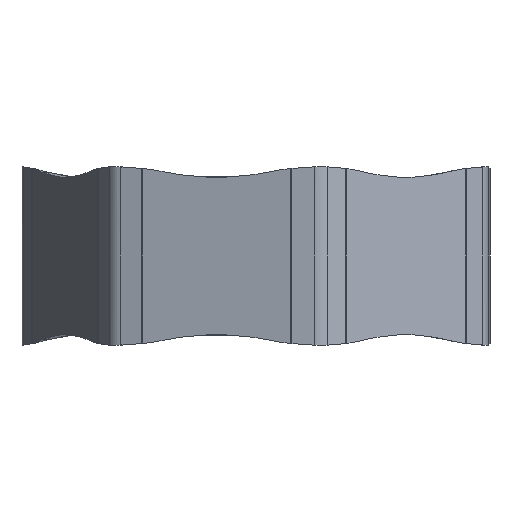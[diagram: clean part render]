
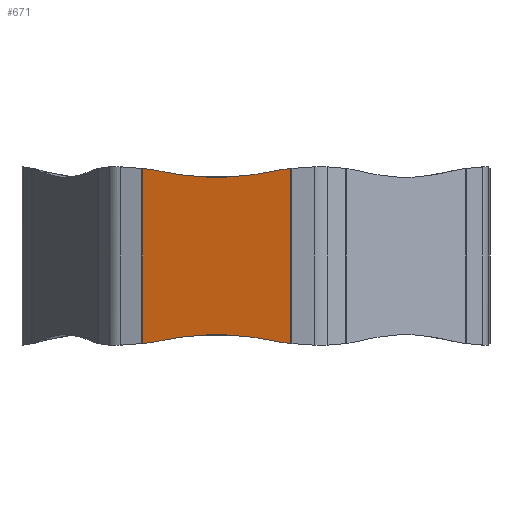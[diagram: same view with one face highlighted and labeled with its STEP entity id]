
A CAD part, left-side view. The second image highlights one B-rep face of the part: STEP entity #671.
In plain terms, the highlighted planar face has unit normal (-0.975, 0.223, 0).
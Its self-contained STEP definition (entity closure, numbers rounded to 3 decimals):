
#671=ADVANCED_FACE('',(#1014),#739,.T.);
#739=PLANE('',#5916);
#1014=FACE_OUTER_BOUND('',#1342,.T.);
#1342=EDGE_LOOP('',(#3670,#3671,#3672,#3673,#3674,#3675,#3676,#3677,#3678,
#3679,#3680,#3681,#3682,#3683,#3684,#3685));
#1720=LINE('',#16002,#2095);
#1721=LINE('',#16010,#2096);
#1722=LINE('',#16012,#2097);
#1723=LINE('',#16014,#2098);
#2095=VECTOR('',#6495,1.);
#2096=VECTOR('',#6496,1.);
#2097=VECTOR('',#6497,1.);
#2098=VECTOR('',#6498,1.);
#3670=ORIENTED_EDGE('',*,*,#5273,.T.);
#3671=ORIENTED_EDGE('',*,*,#5274,.T.);
#3672=ORIENTED_EDGE('',*,*,#5275,.T.);
#3673=ORIENTED_EDGE('',*,*,#5276,.T.);
#3674=ORIENTED_EDGE('',*,*,#5277,.T.);
#3675=ORIENTED_EDGE('',*,*,#5278,.T.);
#3676=ORIENTED_EDGE('',*,*,#5279,.T.);
#3677=ORIENTED_EDGE('',*,*,#5280,.T.);
#3678=ORIENTED_EDGE('',*,*,#5281,.T.);
#3679=ORIENTED_EDGE('',*,*,#5282,.T.);
#3680=ORIENTED_EDGE('',*,*,#5272,.T.);
#3681=ORIENTED_EDGE('',*,*,#5268,.F.);
#3682=ORIENTED_EDGE('',*,*,#5283,.T.);
#3683=ORIENTED_EDGE('',*,*,#5284,.T.);
#3684=ORIENTED_EDGE('',*,*,#5285,.T.);
#3685=ORIENTED_EDGE('',*,*,#5286,.T.);
#4430=VERTEX_POINT('',#15914);
#4431=VERTEX_POINT('',#15945);
#4432=VERTEX_POINT('',#15975);
#4433=VERTEX_POINT('',#16003);
#4434=VERTEX_POINT('',#16004);
#4435=VERTEX_POINT('',#16009);
#4436=VERTEX_POINT('',#16011);
#4437=VERTEX_POINT('',#16013);
#4438=VERTEX_POINT('',#16015);
#4439=VERTEX_POINT('',#16020);
#4440=VERTEX_POINT('',#16026);
#4441=VERTEX_POINT('',#16032);
#4442=VERTEX_POINT('',#16038);
#4443=VERTEX_POINT('',#16054);
#4444=VERTEX_POINT('',#16060);
#4445=VERTEX_POINT('',#16066);
#5268=EDGE_CURVE('',#4430,#4431,#5762,.T.);
#5272=EDGE_CURVE('',#4432,#4431,#5764,.T.);
#5273=EDGE_CURVE('',#4433,#4434,#1720,.T.);
#5274=EDGE_CURVE('',#4434,#4435,#5765,.T.);
#5275=EDGE_CURVE('',#4435,#4436,#1721,.T.);
#5276=EDGE_CURVE('',#4436,#4437,#1722,.T.);
#5277=EDGE_CURVE('',#4437,#4438,#1723,.T.);
#5278=EDGE_CURVE('',#4438,#4439,#5766,.T.);
#5279=EDGE_CURVE('',#4439,#4440,#5767,.T.);
#5280=EDGE_CURVE('',#4440,#4441,#5768,.T.);
#5281=EDGE_CURVE('',#4441,#4442,#5769,.T.);
#5282=EDGE_CURVE('',#4442,#4432,#5770,.T.);
#5283=EDGE_CURVE('',#4430,#4443,#5771,.T.);
#5284=EDGE_CURVE('',#4443,#4444,#5772,.T.);
#5285=EDGE_CURVE('',#4444,#4445,#5773,.T.);
#5286=EDGE_CURVE('',#4445,#4433,#5774,.T.);
#5762=B_SPLINE_CURVE_WITH_KNOTS('',3,(#15941,#15942,#15943,#15944),
 .UNSPECIFIED.,.F.,.F.,(4,4),(0.,1.),.UNSPECIFIED.);
#5764=B_SPLINE_CURVE_WITH_KNOTS('',3,(#15976,#15977,#15978,#15979,#15980,
#15981,#15982,#15983,#15984,#15985),.UNSPECIFIED.,.F.,.F.,(4,3,3,4),(0.,
0.258,0.517,1.),.UNSPECIFIED.);
#5765=B_SPLINE_CURVE_WITH_KNOTS('',3,(#16005,#16006,#16007,#16008),
 .UNSPECIFIED.,.F.,.F.,(4,4),(0.,1.),.UNSPECIFIED.);
#5766=B_SPLINE_CURVE_WITH_KNOTS('',3,(#16016,#16017,#16018,#16019),
 .UNSPECIFIED.,.F.,.F.,(4,4),(0.,1.),.UNSPECIFIED.);
#5767=B_SPLINE_CURVE_WITH_KNOTS('',3,(#16021,#16022,#16023,#16024,#16025),
 .UNSPECIFIED.,.F.,.F.,(4,1,4),(0.,0.499,1.),.UNSPECIFIED.);
#5768=B_SPLINE_CURVE_WITH_KNOTS('',3,(#16027,#16028,#16029,#16030,#16031),
 .UNSPECIFIED.,.F.,.F.,(4,1,4),(0.,0.299,1.),.UNSPECIFIED.);
#5769=B_SPLINE_CURVE_WITH_KNOTS('',3,(#16033,#16034,#16035,#16036,#16037),
 .UNSPECIFIED.,.F.,.F.,(4,1,4),(0.,0.701,1.),.UNSPECIFIED.);
#5770=B_SPLINE_CURVE_WITH_KNOTS('',3,(#16039,#16040,#16041,#16042,#16043),
 .UNSPECIFIED.,.F.,.F.,(4,1,4),(0.,0.501,1.),.UNSPECIFIED.);
#5771=B_SPLINE_CURVE_WITH_KNOTS('',3,(#16044,#16045,#16046,#16047,#16048,
#16049,#16050,#16051,#16052,#16053),.UNSPECIFIED.,.F.,.F.,(4,3,3,4),(0.,
0.258,0.517,1.),.UNSPECIFIED.);
#5772=B_SPLINE_CURVE_WITH_KNOTS('',3,(#16055,#16056,#16057,#16058,#16059),
 .UNSPECIFIED.,.F.,.F.,(4,1,4),(0.,0.499,1.),.UNSPECIFIED.);
#5773=B_SPLINE_CURVE_WITH_KNOTS('',3,(#16061,#16062,#16063,#16064,#16065),
 .UNSPECIFIED.,.F.,.F.,(4,1,4),(0.,0.299,1.),.UNSPECIFIED.);
#5774=B_SPLINE_CURVE_WITH_KNOTS('',3,(#16067,#16068,#16069,#16070,#16071),
 .UNSPECIFIED.,.F.,.F.,(4,1,4),(0.,0.701,1.),.UNSPECIFIED.);
#5916=AXIS2_PLACEMENT_3D('',#16072,#6499,#6500);
#6495=DIRECTION('',(-0.219,-0.96,-0.174));
#6496=DIRECTION('',(-0.222,-0.972,-0.081));
#6497=DIRECTION('',(0.,0.,1.));
#6498=DIRECTION('',(0.222,0.972,-0.081));
#6499=DIRECTION('',(-0.975,0.222,0.));
#6500=DIRECTION('',(0.222,0.975,0.));
#15914=CARTESIAN_POINT('',(-8.996,5.527,-0.639));
#15941=CARTESIAN_POINT('',(-8.996,5.527,-0.639));
#15942=CARTESIAN_POINT('',(-8.996,5.527,1.97));
#15943=CARTESIAN_POINT('',(-8.996,5.527,4.58));
#15944=CARTESIAN_POINT('',(-8.996,5.527,7.189));
#15945=CARTESIAN_POINT('',(-8.996,5.527,7.189));
#15975=CARTESIAN_POINT('',(-9.097,5.085,7.13));
#15976=CARTESIAN_POINT('',(-9.097,5.085,7.13));
#15977=CARTESIAN_POINT('',(-9.088,5.123,7.137));
#15978=CARTESIAN_POINT('',(-9.079,5.161,7.144));
#15979=CARTESIAN_POINT('',(-9.071,5.199,7.15));
#15980=CARTESIAN_POINT('',(-9.062,5.236,7.156));
#15981=CARTESIAN_POINT('',(-9.053,5.275,7.161));
#15982=CARTESIAN_POINT('',(-9.045,5.313,7.166));
#15983=CARTESIAN_POINT('',(-9.028,5.384,7.175));
#15984=CARTESIAN_POINT('',(-9.012,5.455,7.183));
#15985=CARTESIAN_POINT('',(-8.996,5.527,7.189));
#16002=CARTESIAN_POINT('',(-10.266,-0.037,-0.472));
#16003=CARTESIAN_POINT('',(-10.13,0.558,-0.364));
#16004=CARTESIAN_POINT('',(-10.402,-0.635,-0.58));
#16005=CARTESIAN_POINT('',(-10.402,-0.635,-0.58));
#16006=CARTESIAN_POINT('',(-10.435,-0.781,-0.607));
#16007=CARTESIAN_POINT('',(-10.469,-0.928,-0.626));
#16008=CARTESIAN_POINT('',(-10.503,-1.077,-0.639));
#16009=CARTESIAN_POINT('',(-10.503,-1.077,-0.639));
#16010=CARTESIAN_POINT('',(-10.504,-1.08,-0.639));
#16011=CARTESIAN_POINT('',(-10.504,-1.084,-0.64));
#16012=CARTESIAN_POINT('',(-10.504,-1.084,-0.64));
#16013=CARTESIAN_POINT('',(-10.504,-1.084,7.19));
#16014=CARTESIAN_POINT('',(-10.504,-1.08,7.189));
#16015=CARTESIAN_POINT('',(-10.503,-1.077,7.189));
#16016=CARTESIAN_POINT('',(-10.503,-1.077,7.189));
#16017=CARTESIAN_POINT('',(-10.469,-0.928,7.176));
#16018=CARTESIAN_POINT('',(-10.435,-0.781,7.157));
#16019=CARTESIAN_POINT('',(-10.402,-0.635,7.13));
#16020=CARTESIAN_POINT('',(-10.402,-0.635,7.13));
#16021=CARTESIAN_POINT('',(-10.402,-0.635,7.13));
#16022=CARTESIAN_POINT('',(-10.357,-0.436,7.094));
#16023=CARTESIAN_POINT('',(-10.266,-0.037,7.022));
#16024=CARTESIAN_POINT('',(-10.175,0.36,6.95));
#16025=CARTESIAN_POINT('',(-10.13,0.558,6.914));
#16026=CARTESIAN_POINT('',(-10.13,0.558,6.914));
#16027=CARTESIAN_POINT('',(-10.13,0.558,6.914));
#16028=CARTESIAN_POINT('',(-10.092,0.724,6.884));
#16029=CARTESIAN_POINT('',(-9.965,1.278,6.799));
#16030=CARTESIAN_POINT('',(-9.839,1.834,6.765));
#16031=CARTESIAN_POINT('',(-9.749,2.225,6.765));
#16032=CARTESIAN_POINT('',(-9.749,2.225,6.765));
#16033=CARTESIAN_POINT('',(-9.749,2.225,6.765));
#16034=CARTESIAN_POINT('',(-9.66,2.616,6.765));
#16035=CARTESIAN_POINT('',(-9.533,3.172,6.799));
#16036=CARTESIAN_POINT('',(-9.407,3.727,6.884));
#16037=CARTESIAN_POINT('',(-9.369,3.892,6.914));
#16038=CARTESIAN_POINT('',(-9.369,3.892,6.914));
#16039=CARTESIAN_POINT('',(-9.369,3.892,6.914));
#16040=CARTESIAN_POINT('',(-9.324,4.09,6.95));
#16041=CARTESIAN_POINT('',(-9.233,4.488,7.022));
#16042=CARTESIAN_POINT('',(-9.142,4.886,7.094));
#16043=CARTESIAN_POINT('',(-9.097,5.085,7.13));
#16044=CARTESIAN_POINT('',(-8.996,5.527,-0.639));
#16045=CARTESIAN_POINT('',(-9.004,5.489,-0.636));
#16046=CARTESIAN_POINT('',(-9.013,5.45,-0.632));
#16047=CARTESIAN_POINT('',(-9.022,5.412,-0.628));
#16048=CARTESIAN_POINT('',(-9.031,5.374,-0.624));
#16049=CARTESIAN_POINT('',(-9.039,5.336,-0.619));
#16050=CARTESIAN_POINT('',(-9.048,5.298,-0.614));
#16051=CARTESIAN_POINT('',(-9.064,5.227,-0.604));
#16052=CARTESIAN_POINT('',(-9.081,5.155,-0.593));
#16053=CARTESIAN_POINT('',(-9.097,5.085,-0.58));
#16054=CARTESIAN_POINT('',(-9.097,5.085,-0.58));
#16055=CARTESIAN_POINT('',(-9.097,5.085,-0.58));
#16056=CARTESIAN_POINT('',(-9.142,4.886,-0.544));
#16057=CARTESIAN_POINT('',(-9.233,4.488,-0.472));
#16058=CARTESIAN_POINT('',(-9.324,4.09,-0.4));
#16059=CARTESIAN_POINT('',(-9.369,3.892,-0.364));
#16060=CARTESIAN_POINT('',(-9.369,3.892,-0.364));
#16061=CARTESIAN_POINT('',(-9.369,3.892,-0.364));
#16062=CARTESIAN_POINT('',(-9.407,3.727,-0.334));
#16063=CARTESIAN_POINT('',(-9.533,3.172,-0.249));
#16064=CARTESIAN_POINT('',(-9.66,2.616,-0.215));
#16065=CARTESIAN_POINT('',(-9.749,2.225,-0.215));
#16066=CARTESIAN_POINT('',(-9.749,2.225,-0.215));
#16067=CARTESIAN_POINT('',(-9.749,2.225,-0.215));
#16068=CARTESIAN_POINT('',(-9.839,1.834,-0.215));
#16069=CARTESIAN_POINT('',(-9.965,1.278,-0.249));
#16070=CARTESIAN_POINT('',(-10.092,0.724,-0.334));
#16071=CARTESIAN_POINT('',(-10.13,0.558,-0.364));
#16072=CARTESIAN_POINT('',(-8.678,6.92,7.775));
